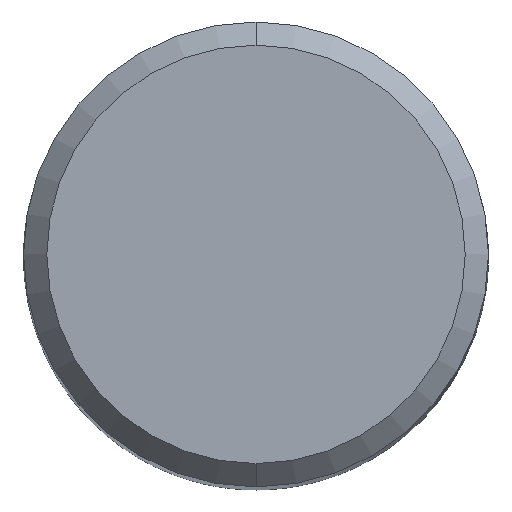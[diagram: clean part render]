
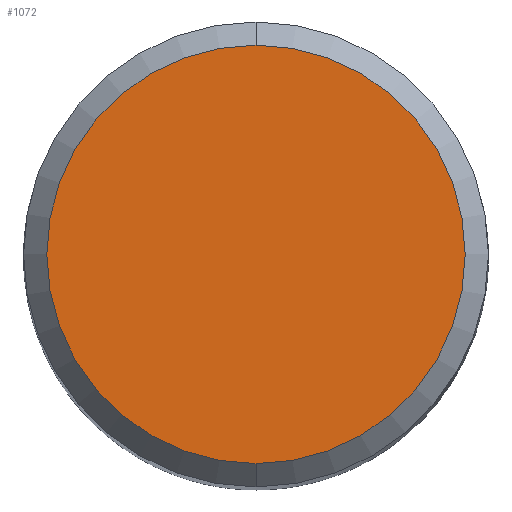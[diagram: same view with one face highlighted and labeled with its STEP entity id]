
A CAD part, top view. The second image highlights one B-rep face of the part: STEP entity #1072.
In plain terms, the highlighted planar face has unit normal (0, 0, 1).
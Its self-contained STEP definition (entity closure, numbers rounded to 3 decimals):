
#546=VERTEX_POINT('',#1273);
#552=EDGE_CURVE('',#596,#546,#1279,.T.);
#596=VERTEX_POINT('',#1326);
#762=EDGE_CURVE('',#546,#596,#1509,.T.);
#1072=ADVANCED_FACE('',(#1848),#1849,.T.);
#1273=CARTESIAN_POINT('',(0.,-5.4,0.0));
#1279=CIRCLE('',#2562,5.4);
#1326=CARTESIAN_POINT('',(0.0,5.4,0.0));
#1509=CIRCLE('',#3551,5.4);
#1848=FACE_OUTER_BOUND('',#5668,.T.);
#1849=PLANE('',#5669);
#2562=AXIS2_PLACEMENT_3D('',#5851,#5852,#5853);
#3551=AXIS2_PLACEMENT_3D('',#6161,#6162,#6163);
#5668=EDGE_LOOP('',(#6506,#6507));
#5669=AXIS2_PLACEMENT_3D('',#6508,#6509,#6510);
#5851=CARTESIAN_POINT('',(0.0,0.0,0.0));
#5852=DIRECTION('',(0.0,0.0,-1.0));
#5853=DIRECTION('',(0.0,1.0,0.0));
#6161=CARTESIAN_POINT('',(0.0,0.0,0.0));
#6162=DIRECTION('',(0.0,0.0,-1.0));
#6163=DIRECTION('',(0.0,1.0,0.0));
#6506=ORIENTED_EDGE('',*,*,#552,.F.);
#6507=ORIENTED_EDGE('',*,*,#762,.F.);
#6508=CARTESIAN_POINT('',(0.0,2.7,0.0));
#6509=DIRECTION('',(-0.0,0.0,1.0));
#6510=DIRECTION('',(0.0,-1.0,0.0));
